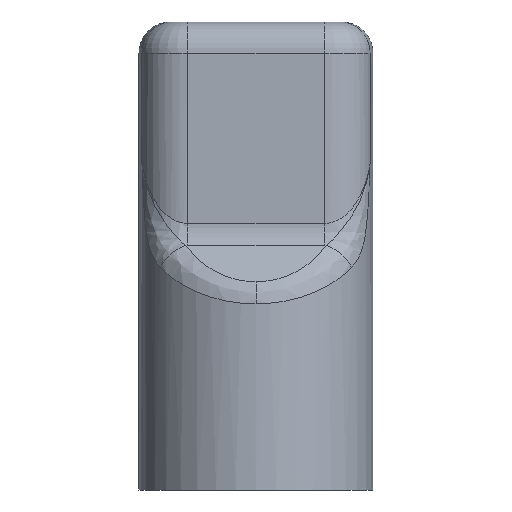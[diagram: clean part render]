
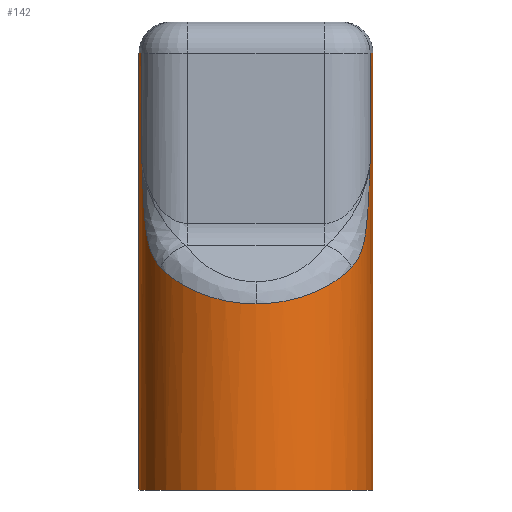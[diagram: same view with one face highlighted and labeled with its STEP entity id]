
A CAD part, front view. The second image highlights one B-rep face of the part: STEP entity #142.
In plain terms, the highlighted cylindrical face has radius 3.75 mm (diameter 7.5 mm), a partial arc.
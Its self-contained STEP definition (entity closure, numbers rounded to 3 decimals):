
#20 = EDGE_CURVE ( 'NONE', #596, #996, #177, .T. ) ;
#26 = CARTESIAN_POINT ( 'NONE',  ( 0., -3.75, 5.967 ) ) ;
#36 =( BOUNDED_CURVE ( )  B_SPLINE_CURVE ( 3, ( #1264, #1394, #109, #1561 ),
 .UNSPECIFIED., .F., .F. ) 
 B_SPLINE_CURVE_WITH_KNOTS ( ( 4, 4 ),
 ( 0., 0.956 ),
 .UNSPECIFIED. ) 
 CURVE ( )  GEOMETRIC_REPRESENTATION_ITEM ( )  RATIONAL_B_SPLINE_CURVE ( ( 1., 0.925, 0.925, 1. ) ) 
 REPRESENTATION_ITEM ( '' )  );
#48 = VECTOR ( 'NONE', #1314, 1000. ) ;
#51 = VECTOR ( 'NONE', #388, 1000. ) ;
#71 = DIRECTION ( 'NONE',  ( 0., 0., -1. ) ) ;
#81 = ORIENTED_EDGE ( 'NONE', *, *, #588, .T. ) ;
#109 = CARTESIAN_POINT ( 'NONE',  ( -2.347, -3.178, 6.387 ) ) ;
#132 = B_SPLINE_CURVE_WITH_KNOTS ( 'NONE', 3,
 ( #1134, #1014, #250, #1538, #385, #1530, #1141, #1661, #630, #241, #1022, #1669, #1124, #1272 ),
 .UNSPECIFIED., .F., .F.,
 ( 4, 2, 2, 2, 2, 2, 4 ),
 ( 0., 0.001, 0.002, 0.002, 0.003, 0.003, 0.004 ),
 .UNSPECIFIED. ) ;
#142 = ADVANCED_FACE ( 'NONE', ( #995 ), #740, .T. ) ;
#151 = EDGE_CURVE ( 'NONE', #180, #1631, #379, .T. ) ;
#172 = DIRECTION ( 'NONE',  ( 1., 0., 0. ) ) ;
#177 = CIRCLE ( 'NONE', #545, 3.75 ) ;
#180 = VERTEX_POINT ( 'NONE', #878 ) ;
#181 = ORIENTED_EDGE ( 'NONE', *, *, #1158, .T. ) ;
#196 = CARTESIAN_POINT ( 'NONE',  ( 3.656, -0.833, 15. ) ) ;
#208 = CARTESIAN_POINT ( 'NONE',  ( 0., 0., 14. ) ) ;
#241 = CARTESIAN_POINT ( 'NONE',  ( 3.374, -1.638, 7.639 ) ) ;
#244 = CARTESIAN_POINT ( 'NONE',  ( -3.75, 0., 15. ) ) ;
#247 = CARTESIAN_POINT ( 'NONE',  ( 0., 0., 15. ) ) ;
#250 = CARTESIAN_POINT ( 'NONE',  ( 3.635, -0.925, 9.863 ) ) ;
#254 = EDGE_LOOP ( 'NONE', ( #809, #586, #470, #1471, #688, #181, #351, #974, #81, #714, #967 ) ) ;
#263 = EDGE_CURVE ( 'NONE', #996, #1242, #1502, .T. ) ;
#292 = CARTESIAN_POINT ( 'NONE',  ( -3.491, -1.382, 8.028 ) ) ;
#296 = CARTESIAN_POINT ( 'NONE',  ( -3.75, 0., 14. ) ) ;
#345 = CARTESIAN_POINT ( 'NONE',  ( -3.064, -2.162, 7.132 ) ) ;
#347 = CIRCLE ( 'NONE', #1621, 3.75 ) ;
#351 = ORIENTED_EDGE ( 'NONE', *, *, #556, .T. ) ;
#366 = CARTESIAN_POINT ( 'NONE',  ( -3.144, -2.049, 7.215 ) ) ;
#379 = LINE ( 'NONE', #762, #1589 ) ;
#383 = DIRECTION ( 'NONE',  ( 1., 0., 0. ) ) ;
#385 = CARTESIAN_POINT ( 'NONE',  ( 3.589, -1.092, 8.928 ) ) ;
#388 = DIRECTION ( 'NONE',  ( 0., 0., -1. ) ) ;
#430 = CARTESIAN_POINT ( 'NONE',  ( 0., 0., 14. ) ) ;
#443 = AXIS2_PLACEMENT_3D ( 'NONE', #766, #1149, #383 ) ;
#449 = VERTEX_POINT ( 'NONE', #296 ) ;
#470 = ORIENTED_EDGE ( 'NONE', *, *, #263, .T. ) ;
#476 = VECTOR ( 'NONE', #71, 1000. ) ;
#522 = LINE ( 'NONE', #1043, #48 ) ;
#537 = CARTESIAN_POINT ( 'NONE',  ( 3.75, 0., 0. ) ) ;
#545 = AXIS2_PLACEMENT_3D ( 'NONE', #208, #826, #172 ) ;
#556 = EDGE_CURVE ( 'NONE', #1523, #180, #1483, .T. ) ;
#586 = ORIENTED_EDGE ( 'NONE', *, *, #20, .T. ) ;
#588 = EDGE_CURVE ( 'NONE', #1631, #449, #347, .T. ) ;
#592 = CARTESIAN_POINT ( 'NONE',  ( -3.646, -0.879, 10.177 ) ) ;
#596 = VERTEX_POINT ( 'NONE', #1224 ) ;
#606 =( BOUNDED_CURVE ( )  B_SPLINE_CURVE ( 3, ( #832, #1398, #780, #26 ),
 .UNSPECIFIED., .F., .F. ) 
 B_SPLINE_CURVE_WITH_KNOTS ( ( 4, 4 ),
 ( 5.327, 6.283 ),
 .UNSPECIFIED. ) 
 CURVE ( )  GEOMETRIC_REPRESENTATION_ITEM ( )  RATIONAL_B_SPLINE_CURVE ( ( 1., 0.925, 0.925, 1. ) ) 
 REPRESENTATION_ITEM ( '' )  );
#630 = CARTESIAN_POINT ( 'NONE',  ( 3.452, -1.468, 7.897 ) ) ;
#636 = DIRECTION ( 'NONE',  ( 0., 0., -1. ) ) ;
#688 = ORIENTED_EDGE ( 'NONE', *, *, #756, .T. ) ;
#714 = ORIENTED_EDGE ( 'NONE', *, *, #1363, .T. ) ;
#740 = CYLINDRICAL_SURFACE ( 'NONE', #957, 3.75 ) ;
#756 = EDGE_CURVE ( 'NONE', #998, #1117, #606, .T. ) ;
#762 = CARTESIAN_POINT ( 'NONE',  ( -3.656, -0.833, 15. ) ) ;
#766 = CARTESIAN_POINT ( 'NONE',  ( 0., 0., 0. ) ) ;
#778 = LINE ( 'NONE', #244, #51 ) ;
#780 = CARTESIAN_POINT ( 'NONE',  ( 1.243, -3.75, 5.967 ) ) ;
#782 = CARTESIAN_POINT ( 'NONE',  ( -3.75, 0., 0. ) ) ;
#792 = CARTESIAN_POINT ( 'NONE',  ( -3.531, -1.265, 8.318 ) ) ;
#809 = ORIENTED_EDGE ( 'NONE', *, *, #1206, .F. ) ;
#826 = DIRECTION ( 'NONE',  ( 0., 0., -1. ) ) ;
#832 = CARTESIAN_POINT ( 'NONE',  ( 3.064, -2.162, 7.132 ) ) ;
#878 = CARTESIAN_POINT ( 'NONE',  ( -3.656, -0.833, 10.49 ) ) ;
#879 = CARTESIAN_POINT ( 'NONE',  ( 0., -3.75, 5.967 ) ) ;
#949 = CARTESIAN_POINT ( 'NONE',  ( -3.635, -0.925, 9.863 ) ) ;
#957 = AXIS2_PLACEMENT_3D ( 'NONE', #247, #636, #1548 ) ;
#967 = ORIENTED_EDGE ( 'NONE', *, *, #1450, .T. ) ;
#974 = ORIENTED_EDGE ( 'NONE', *, *, #151, .T. ) ;
#976 = CARTESIAN_POINT ( 'NONE',  ( 3.656, -0.833, 14. ) ) ;
#995 = FACE_OUTER_BOUND ( 'NONE', #254, .T. ) ;
#996 = VERTEX_POINT ( 'NONE', #976 ) ;
#998 = VERTEX_POINT ( 'NONE', #1345 ) ;
#1014 = CARTESIAN_POINT ( 'NONE',  ( 3.646, -0.879, 10.177 ) ) ;
#1022 = CARTESIAN_POINT ( 'NONE',  ( 3.326, -1.736, 7.52 ) ) ;
#1043 = CARTESIAN_POINT ( 'NONE',  ( 3.75, 0., 15. ) ) ;
#1053 = EDGE_CURVE ( 'NONE', #1242, #998, #132, .T. ) ;
#1074 = CARTESIAN_POINT ( 'NONE',  ( -3.589, -1.092, 8.928 ) ) ;
#1109 = CARTESIAN_POINT ( 'NONE',  ( -3.656, -0.833, 10.49 ) ) ;
#1117 = VERTEX_POINT ( 'NONE', #879 ) ;
#1124 = CARTESIAN_POINT ( 'NONE',  ( 3.144, -2.049, 7.215 ) ) ;
#1134 = CARTESIAN_POINT ( 'NONE',  ( 3.656, -0.833, 10.49 ) ) ;
#1141 = CARTESIAN_POINT ( 'NONE',  ( 3.528, -1.272, 8.32 ) ) ;
#1149 = DIRECTION ( 'NONE',  ( 0., 0., 1. ) ) ;
#1158 = EDGE_CURVE ( 'NONE', #1117, #1523, #36, .T. ) ;
#1167 = CARTESIAN_POINT ( 'NONE',  ( -3.211, -1.941, 7.308 ) ) ;
#1206 = EDGE_CURVE ( 'NONE', #596, #1257, #522, .T. ) ;
#1221 = VERTEX_POINT ( 'NONE', #782 ) ;
#1224 = CARTESIAN_POINT ( 'NONE',  ( 3.75, 0., 14. ) ) ;
#1242 = VERTEX_POINT ( 'NONE', #1322 ) ;
#1257 = VERTEX_POINT ( 'NONE', #537 ) ;
#1264 = CARTESIAN_POINT ( 'NONE',  ( 0., -3.75, 5.967 ) ) ;
#1272 = CARTESIAN_POINT ( 'NONE',  ( 3.064, -2.162, 7.132 ) ) ;
#1280 = CARTESIAN_POINT ( 'NONE',  ( -3.064, -2.162, 7.132 ) ) ;
#1292 = CARTESIAN_POINT ( 'NONE',  ( -3.656, -0.833, 14. ) ) ;
#1314 = DIRECTION ( 'NONE',  ( 0., 0., -1. ) ) ;
#1322 = CARTESIAN_POINT ( 'NONE',  ( 3.656, -0.833, 10.49 ) ) ;
#1345 = CARTESIAN_POINT ( 'NONE',  ( 3.064, -2.162, 7.132 ) ) ;
#1346 = DIRECTION ( 'NONE',  ( 0., 0., -1. ) ) ;
#1359 = DIRECTION ( 'NONE',  ( 1., 0., 0. ) ) ;
#1363 = EDGE_CURVE ( 'NONE', #449, #1221, #778, .T. ) ;
#1394 = CARTESIAN_POINT ( 'NONE',  ( -1.243, -3.75, 5.967 ) ) ;
#1398 = CARTESIAN_POINT ( 'NONE',  ( 2.347, -3.178, 6.387 ) ) ;
#1433 = CARTESIAN_POINT ( 'NONE',  ( -3.606, -1.032, 9.239 ) ) ;
#1448 = CARTESIAN_POINT ( 'NONE',  ( -3.326, -1.735, 7.52 ) ) ;
#1450 = EDGE_CURVE ( 'NONE', #1221, #1257, #1512, .T. ) ;
#1466 = CARTESIAN_POINT ( 'NONE',  ( -3.375, -1.638, 7.64 ) ) ;
#1471 = ORIENTED_EDGE ( 'NONE', *, *, #1053, .T. ) ;
#1483 = B_SPLINE_CURVE_WITH_KNOTS ( 'NONE', 3,
 ( #1280, #366, #1167, #1448, #1466, #292, #792, #1074, #1433, #949, #592, #1109 ),
 .UNSPECIFIED., .F., .F.,
 ( 4, 2, 2, 2, 2, 4 ),
 ( 0., 0., 0.001, 0.002, 0.003, 0.004 ),
 .UNSPECIFIED. ) ;
#1502 = LINE ( 'NONE', #196, #476 ) ;
#1512 = CIRCLE ( 'NONE', #443, 3.75 ) ;
#1523 = VERTEX_POINT ( 'NONE', #345 ) ;
#1530 = CARTESIAN_POINT ( 'NONE',  ( 3.546, -1.221, 8.47 ) ) ;
#1538 = CARTESIAN_POINT ( 'NONE',  ( 3.606, -1.032, 9.238 ) ) ;
#1548 = DIRECTION ( 'NONE',  ( -1., 0., 0. ) ) ;
#1561 = CARTESIAN_POINT ( 'NONE',  ( -3.064, -2.162, 7.132 ) ) ;
#1589 = VECTOR ( 'NONE', #1667, 1000. ) ;
#1621 = AXIS2_PLACEMENT_3D ( 'NONE', #430, #1346, #1359 ) ;
#1631 = VERTEX_POINT ( 'NONE', #1292 ) ;
#1661 = CARTESIAN_POINT ( 'NONE',  ( 3.481, -1.396, 8.033 ) ) ;
#1667 = DIRECTION ( 'NONE',  ( 0., 0., 1. ) ) ;
#1669 = CARTESIAN_POINT ( 'NONE',  ( 3.211, -1.94, 7.308 ) ) ;
